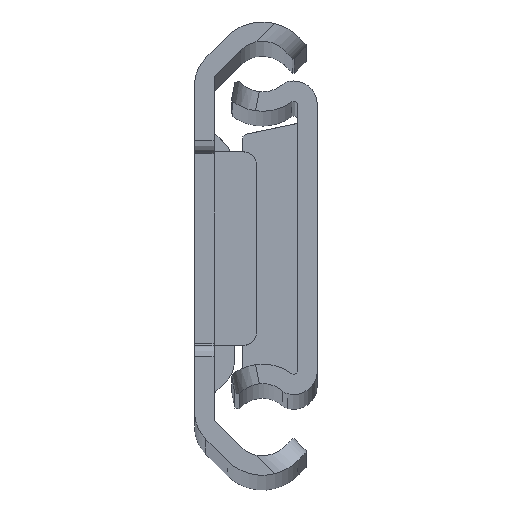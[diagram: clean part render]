
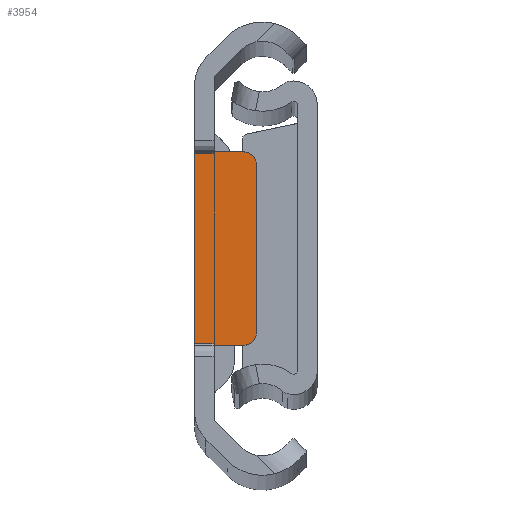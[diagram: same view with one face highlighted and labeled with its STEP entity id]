
A CAD part, top view. The second image highlights one B-rep face of the part: STEP entity #3954.
In plain terms, the highlighted planar face has unit normal (0, 0, 1).
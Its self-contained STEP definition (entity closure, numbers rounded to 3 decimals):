
#96 = CARTESIAN_POINT ( 'NONE',  ( -1.5, -7.5, -2.2 ) ) ;
#193 = VECTOR ( 'NONE', #411, 1000. ) ;
#383 = VECTOR ( 'NONE', #3537, 1000. ) ;
#397 = FACE_OUTER_BOUND ( 'NONE', #4854, .T. ) ;
#411 = DIRECTION ( 'NONE',  ( -1., 0., 0. ) ) ;
#507 = CARTESIAN_POINT ( 'NONE',  ( 3.3, -7.5, -2.2 ) ) ;
#522 = VECTOR ( 'NONE', #4932, 1000. ) ;
#581 = LINE ( 'NONE', #96, #2465 ) ;
#654 = VERTEX_POINT ( 'NONE', #691 ) ;
#691 = CARTESIAN_POINT ( 'NONE',  ( 3.3, 6.5, -2.2 ) ) ;
#702 = EDGE_CURVE ( 'NONE', #1982, #1666, #5646, .T. ) ;
#777 = ORIENTED_EDGE ( 'NONE', *, *, #4093, .T. ) ;
#803 = CARTESIAN_POINT ( 'NONE',  ( 3.3, -7.5, -2.2 ) ) ;
#961 = DIRECTION ( 'NONE',  ( 0., 1., 0. ) ) ;
#1005 = EDGE_CURVE ( 'NONE', #1423, #1666, #4468, .T. ) ;
#1066 = AXIS2_PLACEMENT_3D ( 'NONE', #3193, #2299, #961 ) ;
#1294 = ORIENTED_EDGE ( 'NONE', *, *, #5155, .F. ) ;
#1421 = AXIS2_PLACEMENT_3D ( 'NONE', #1863, #3635, #2823 ) ;
#1423 = VERTEX_POINT ( 'NONE', #5585 ) ;
#1541 = ORIENTED_EDGE ( 'NONE', *, *, #5408, .T. ) ;
#1621 = AXIS2_PLACEMENT_3D ( 'NONE', #4412, #5718, #2651 ) ;
#1666 = VERTEX_POINT ( 'NONE', #3643 ) ;
#1701 = VERTEX_POINT ( 'NONE', #5407 ) ;
#1863 = CARTESIAN_POINT ( 'NONE',  ( 2.3, 6.5, -2.2 ) ) ;
#1958 = ORIENTED_EDGE ( 'NONE', *, *, #1005, .F. ) ;
#1982 = VERTEX_POINT ( 'NONE', #2876 ) ;
#2211 = VECTOR ( 'NONE', #4902, 1000. ) ;
#2299 = DIRECTION ( 'NONE',  ( 0., 0., 1. ) ) ;
#2380 = LINE ( 'NONE', #507, #522 ) ;
#2465 = VECTOR ( 'NONE', #3654, 1000. ) ;
#2544 = DIRECTION ( 'NONE',  ( 0., -1., 0. ) ) ;
#2574 = VERTEX_POINT ( 'NONE', #3652 ) ;
#2577 = ORIENTED_EDGE ( 'NONE', *, *, #702, .T. ) ;
#2651 = DIRECTION ( 'NONE',  ( 0., 1., 0. ) ) ;
#2823 = DIRECTION ( 'NONE',  ( 0., 1., 0. ) ) ;
#2876 = CARTESIAN_POINT ( 'NONE',  ( 2.3, 7.5, -2.2 ) ) ;
#2879 = CARTESIAN_POINT ( 'NONE',  ( 3.3, -6.5, -2.2 ) ) ;
#2910 = CIRCLE ( 'NONE', #1421, 1. ) ;
#3141 = EDGE_CURVE ( 'NONE', #3498, #1423, #4317, .T. ) ;
#3193 = CARTESIAN_POINT ( 'NONE',  ( 2.3, -6.5, -2.2 ) ) ;
#3404 = LINE ( 'NONE', #803, #5637 ) ;
#3498 = VERTEX_POINT ( 'NONE', #5613 ) ;
#3537 = DIRECTION ( 'NONE',  ( 0., 1., 0. ) ) ;
#3573 = PLANE ( 'NONE',  #1621 ) ;
#3574 = CIRCLE ( 'NONE', #1066, 1. ) ;
#3610 = ORIENTED_EDGE ( 'NONE', *, *, #3141, .F. ) ;
#3635 = DIRECTION ( 'NONE',  ( 0., 0., 1. ) ) ;
#3643 = CARTESIAN_POINT ( 'NONE',  ( 0., 7.5, -2.2 ) ) ;
#3652 = CARTESIAN_POINT ( 'NONE',  ( 0., -7.5, -2.2 ) ) ;
#3654 = DIRECTION ( 'NONE',  ( 1., 0., 0. ) ) ;
#3913 = CARTESIAN_POINT ( 'NONE',  ( -1.5, 7.5, -2.2 ) ) ;
#3954 = ADVANCED_FACE ( 'NONE', ( #397 ), #3573, .F. ) ;
#4082 = EDGE_CURVE ( 'NONE', #1701, #5421, #3574, .T. ) ;
#4093 = EDGE_CURVE ( 'NONE', #3498, #2574, #581, .T. ) ;
#4104 = ORIENTED_EDGE ( 'NONE', *, *, #4082, .T. ) ;
#4121 = EDGE_CURVE ( 'NONE', #1701, #2574, #2380, .T. ) ;
#4139 = CARTESIAN_POINT ( 'NONE',  ( -1.5, 7.5, -2.2 ) ) ;
#4317 = LINE ( 'NONE', #3913, #383 ) ;
#4412 = CARTESIAN_POINT ( 'NONE',  ( -1.5, 7.5, -2.2 ) ) ;
#4468 = LINE ( 'NONE', #4139, #2211 ) ;
#4826 = CARTESIAN_POINT ( 'NONE',  ( 3.3, 7.5, -2.2 ) ) ;
#4854 = EDGE_LOOP ( 'NONE', ( #1294, #1541, #2577, #1958, #3610, #777, #5315, #4104 ) ) ;
#4902 = DIRECTION ( 'NONE',  ( 1., 0., 0. ) ) ;
#4932 = DIRECTION ( 'NONE',  ( -1., 0., 0. ) ) ;
#5155 = EDGE_CURVE ( 'NONE', #654, #5421, #3404, .T. ) ;
#5315 = ORIENTED_EDGE ( 'NONE', *, *, #4121, .F. ) ;
#5407 = CARTESIAN_POINT ( 'NONE',  ( 2.3, -7.5, -2.2 ) ) ;
#5408 = EDGE_CURVE ( 'NONE', #654, #1982, #2910, .T. ) ;
#5421 = VERTEX_POINT ( 'NONE', #2879 ) ;
#5585 = CARTESIAN_POINT ( 'NONE',  ( -1.5, 7.5, -2.2 ) ) ;
#5613 = CARTESIAN_POINT ( 'NONE',  ( -1.5, -7.5, -2.2 ) ) ;
#5637 = VECTOR ( 'NONE', #2544, 1000. ) ;
#5646 = LINE ( 'NONE', #4826, #193 ) ;
#5718 = DIRECTION ( 'NONE',  ( 0., 0., -1. ) ) ;
